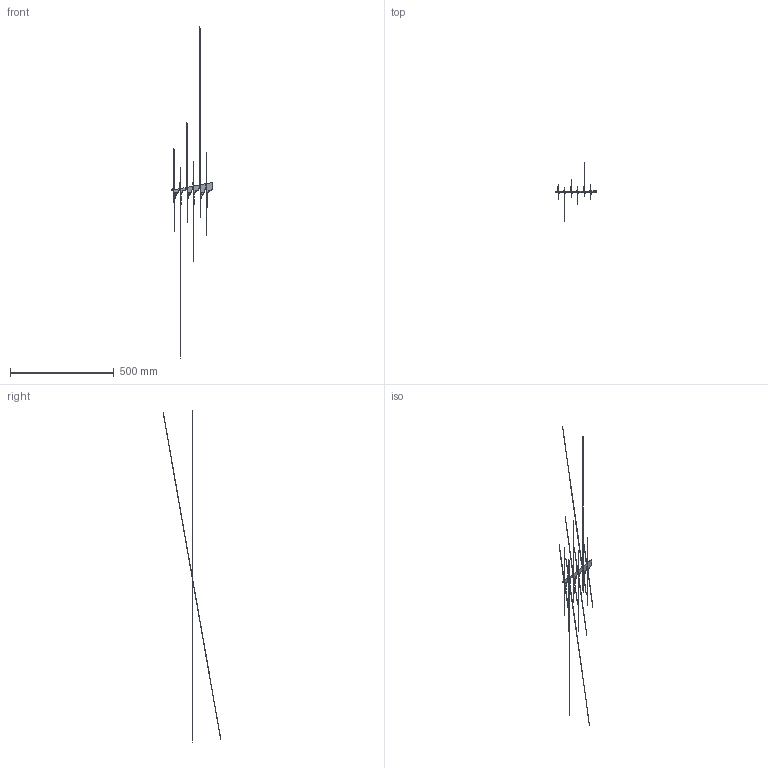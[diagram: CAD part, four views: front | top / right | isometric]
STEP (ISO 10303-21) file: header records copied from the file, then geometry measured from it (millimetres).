
FILE_DESCRIPTION(('Open CASCADE Model'),'2;1');
FILE_NAME('Open CASCADE Shape Model','2024-05-29T19:11:59',('Author'),( 'Open CASCADE'),'Open CASCADE STEP processor 7.7','Open CASCADE 7.7' ,'Unknown');
FILE_SCHEMA(('AUTOMOTIVE_DESIGN { 1 0 10303 214 1 1 1 1 }'));
Length unit declared in the file: millimetre
Products named in the file (1): Open CASCADE STEP translator 7.7 9
Bounding box: 199 x 278.88 x 1601.82 mm (x, y, z)
Volume: 8394.9 mm3; surface area: 45759.4 mm2
Topology: 1 solids, 1 shells, 460 faces, 1360 edges, 892 vertices
Faces by surface type: plane 460
Entity records: 30328 total; most frequent: CARTESIAN_POINT 5235, DIRECTION 4496, LINE 3662, VECTOR 3662, ORIENTED_EDGE 2544, PCURVE 2544, DEFINITIONAL_REPRESENTATION 2544, EDGE_CURVE 1272
